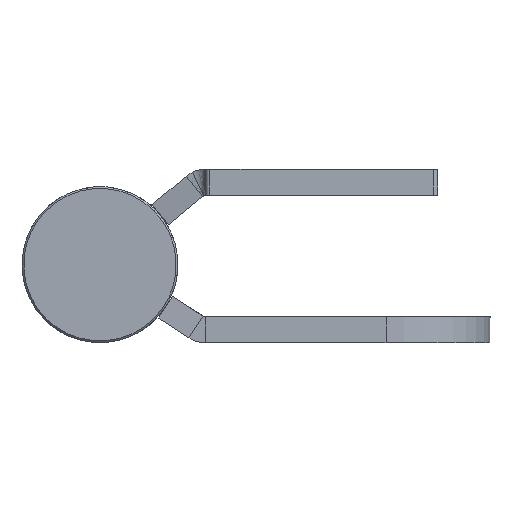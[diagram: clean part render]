
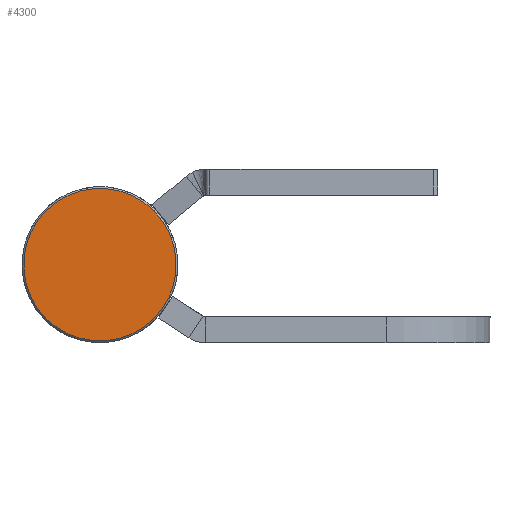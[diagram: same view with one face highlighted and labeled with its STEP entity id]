
A CAD part, left-side view. The second image highlights one B-rep face of the part: STEP entity #4300.
In plain terms, the highlighted face is planar.
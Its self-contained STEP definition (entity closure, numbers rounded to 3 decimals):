
#301 = VERTEX_POINT ( 'NONE', #1929 ) ;
#782 = AXIS2_PLACEMENT_3D ( 'NONE', #8315, #7000, #8370 ) ;
#1006 = DIRECTION ( 'NONE',  ( 0., 0., 1. ) ) ;
#1929 = CARTESIAN_POINT ( 'NONE',  ( 37., 0., -8.8 ) ) ;
#3235 = EDGE_CURVE ( 'NONE', #301, #7923, #10210, .T. ) ;
#4300 = ADVANCED_FACE ( 'NONE', ( #9431 ), #13208, .F. ) ;
#4308 = DIRECTION ( 'NONE',  ( -1., 0., 0. ) ) ;
#4358 = CARTESIAN_POINT ( 'NONE',  ( 37., 0., 0. ) ) ;
#5155 = EDGE_CURVE ( 'NONE', #7923, #301, #10164, .T. ) ;
#7000 = DIRECTION ( 'NONE',  ( -1., 0., 0. ) ) ;
#7923 = VERTEX_POINT ( 'NONE', #11658 ) ;
#8315 = CARTESIAN_POINT ( 'NONE',  ( 37., 8.8, 0. ) ) ;
#8370 = DIRECTION ( 'NONE',  ( 0., 0., 1. ) ) ;
#9431 = FACE_OUTER_BOUND ( 'NONE', #9857, .T. ) ;
#9857 = EDGE_LOOP ( 'NONE', ( #10804, #10019 ) ) ;
#9942 = CARTESIAN_POINT ( 'NONE',  ( 37., 0., 0. ) ) ;
#10019 = ORIENTED_EDGE ( 'NONE', *, *, #3235, .F. ) ;
#10164 = CIRCLE ( 'NONE', #10380, 8.8 ) ;
#10210 = CIRCLE ( 'NONE', #10484, 8.8 ) ;
#10380 = AXIS2_PLACEMENT_3D ( 'NONE', #4358, #4308, #13115 ) ;
#10484 = AXIS2_PLACEMENT_3D ( 'NONE', #9942, #14787, #1006 ) ;
#10804 = ORIENTED_EDGE ( 'NONE', *, *, #5155, .F. ) ;
#11658 = CARTESIAN_POINT ( 'NONE',  ( 37., 0., 8.8 ) ) ;
#13115 = DIRECTION ( 'NONE',  ( 0., 0., 1. ) ) ;
#13208 = PLANE ( 'NONE',  #782 ) ;
#14787 = DIRECTION ( 'NONE',  ( -1., 0., 0. ) ) ;
